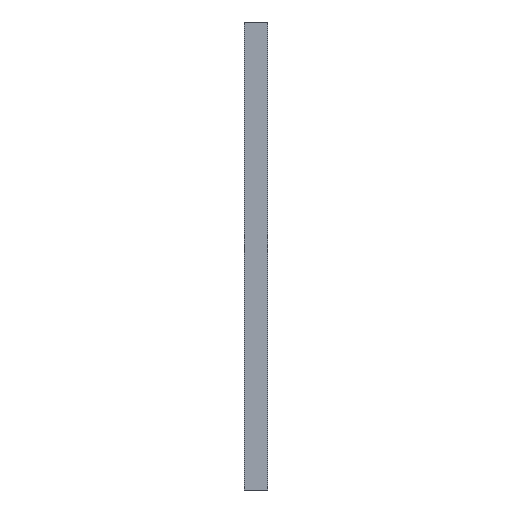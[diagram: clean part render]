
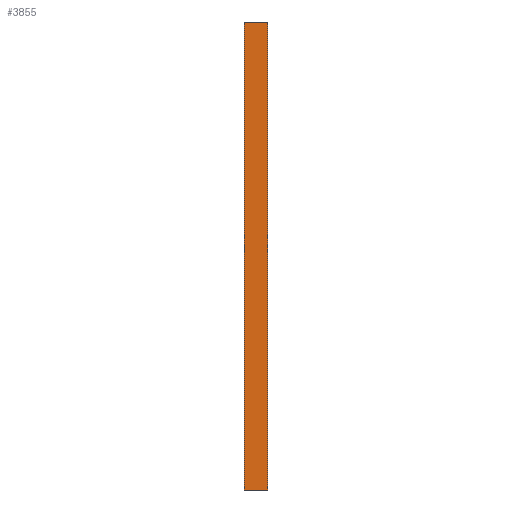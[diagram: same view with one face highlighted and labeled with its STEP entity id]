
A CAD part, left-side view. The second image highlights one B-rep face of the part: STEP entity #3855.
In plain terms, the highlighted planar face has unit normal (-1, 0, 0).
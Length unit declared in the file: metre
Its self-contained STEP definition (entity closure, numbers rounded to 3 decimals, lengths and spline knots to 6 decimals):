
#631=ORIENTED_EDGE('',*,*,#1288,.T.);
#632=ORIENTED_EDGE('',*,*,#1565,.F.);
#633=ORIENTED_EDGE('',*,*,#1247,.F.);
#634=ORIENTED_EDGE('',*,*,#1566,.T.);
#1247=EDGE_CURVE('',#1787,#1788,#2149,.T.);
#1288=EDGE_CURVE('',#1829,#1828,#2185,.T.);
#1565=EDGE_CURVE('',#1788,#1828,#2458,.T.);
#1566=EDGE_CURVE('',#1787,#1829,#2459,.T.);
#1787=VERTEX_POINT('',#5369);
#1788=VERTEX_POINT('',#5371);
#1828=VERTEX_POINT('',#5452);
#1829=VERTEX_POINT('',#5454);
#2149=LINE('',#5370,#2678);
#2185=LINE('',#5453,#2714);
#2458=LINE('',#5952,#2987);
#2459=LINE('',#5953,#2988);
#2678=VECTOR('',#4316,1.);
#2714=VECTOR('',#4364,1.);
#2987=VECTOR('',#4785,1.);
#2988=VECTOR('',#4786,1.);
#3224=EDGE_LOOP('',(#631,#632,#633,#634));
#3493=FACE_BOUND('',#3224,.T.);
#3675=PLANE('',#4060);
#3855=ADVANCED_FACE('',(#3493),#3675,.T.);
#4060=AXIS2_PLACEMENT_3D('',#5951,#4783,#4784);
#4316=DIRECTION('',(0.,0.,1.));
#4364=DIRECTION('',(0.,0.,1.));
#4783=DIRECTION('',(-1.,0.,0.));
#4784=DIRECTION('',(0.,0.,-1.));
#4785=DIRECTION('',(0.,-1.,0.));
#4786=DIRECTION('',(0.,-1.,0.));
#5369=CARTESIAN_POINT('',(-0.084438,0.005,-0.05));
#5370=CARTESIAN_POINT('',(-0.084438,0.005,0.));
#5371=CARTESIAN_POINT('',(-0.084438,0.005,0.05));
#5452=CARTESIAN_POINT('',(-0.084438,0.,0.05));
#5453=CARTESIAN_POINT('',(-0.084438,0.,0.));
#5454=CARTESIAN_POINT('',(-0.084438,0.,-0.05));
#5951=CARTESIAN_POINT('',(-0.084438,0.005,0.));
#5952=CARTESIAN_POINT('',(-0.084438,0.005,0.05));
#5953=CARTESIAN_POINT('',(-0.084438,0.005,-0.05));
